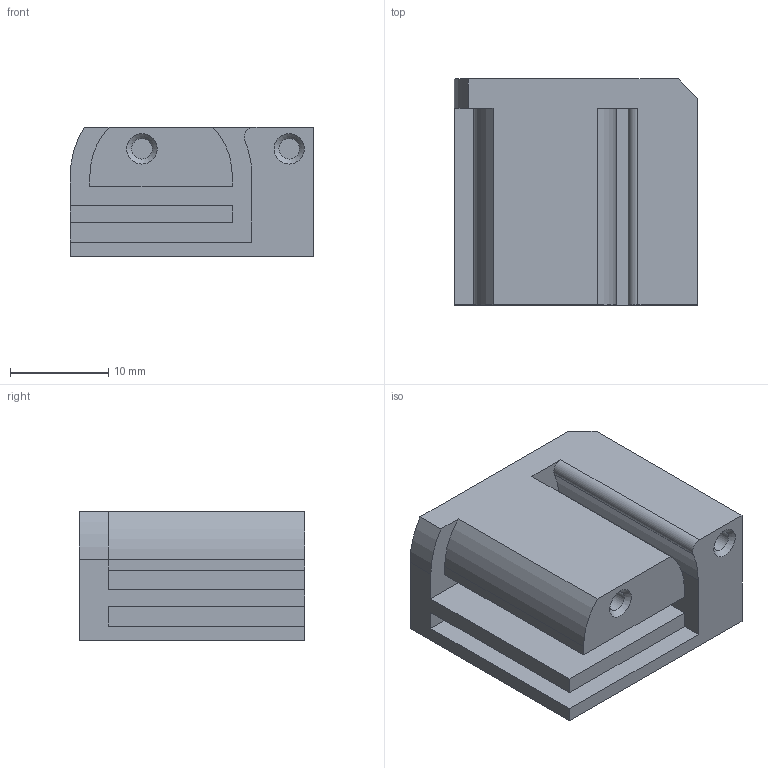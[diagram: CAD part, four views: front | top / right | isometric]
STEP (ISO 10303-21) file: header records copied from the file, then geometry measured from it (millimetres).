
FILE_DESCRIPTION(/* description */ (''),/* implementation_level */ '2;1');
FILE_NAME(/* name */ '02_03__XP__Fix_Wipe_Plate_Nozzle_Right__V3.0.step',/* time_stamp */ '2025-04-03T11:37:27+02:00',/* author */ (''),/* organization */ (''),/* preprocessor_version */ 'ST-DEVELOPER v20.1',/* originating_system */ 'Autodesk Translation Framework v14.4.0.0',/* authorisation */ '');
FILE_SCHEMA (('AUTOMOTIVE_DESIGN { 1 0 10303 214 3 1 1 }'));
Length unit declared in the file: millimetre
Products named in the file (1): 02_03__XP__Fix_Wipe_Plate_Nozzle_Right__V3.0
Bounding box: 24.8 x 23 x 13.2 mm (x, y, z)
Volume: 5296.1 mm3; surface area: 4029.5 mm2
Topology: 1 solids, 1 shells, 29 faces, 73 edges, 48 vertices
Faces by surface type: plane 20, cylinder 7, cone 2
Full cylindrical faces by diameter (mm): 2.1 x2
Entity records: 907 total; most frequent: CARTESIAN_POINT 151, DIRECTION 149, ORIENTED_EDGE 146, EDGE_CURVE 73, LINE 57, VECTOR 57, VERTEX_POINT 48, AXIS2_PLACEMENT_3D 46
